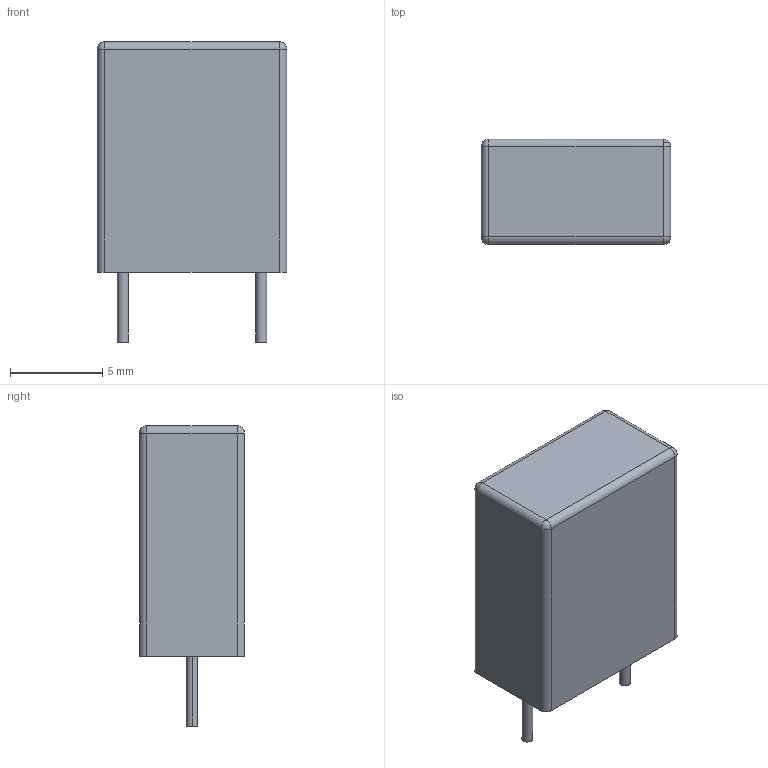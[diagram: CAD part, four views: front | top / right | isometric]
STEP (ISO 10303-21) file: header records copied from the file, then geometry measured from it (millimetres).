
FILE_DESCRIPTION((''),'2;1');
FILE_NAME('CAPR750-570X1030X1250.stp','2012-07-25T16:00:21',(''),(''),'Mechanical Desktop 2011','Mechanical Desktop 2011',', , ');
FILE_SCHEMA(('AUTOMOTIVE_DESIGN { 1 2 10303 214 1 1 1 1 }'));
Length unit declared in the file: millimetre
Products named in the file (1): Product
Bounding box: 10.3 x 5.7 x 16.3 mm (x, y, z)
Volume: 733.3 mm3; surface area: 518.6 mm2
Topology: 3 solids, 3 shells, 27 faces, 54 edges, 31 vertices
Faces by surface type: cylinder 12, bspline 6, sphere 5, plane 4
Entity records: 737 total; most frequent: CARTESIAN_POINT 129, DIRECTION 124, ORIENTED_EDGE 104, EDGE_CURVE 52, AXIS2_PLACEMENT_3D 50, VERTEX_POINT 31, CIRCLE 28, EDGE_LOOP 27
